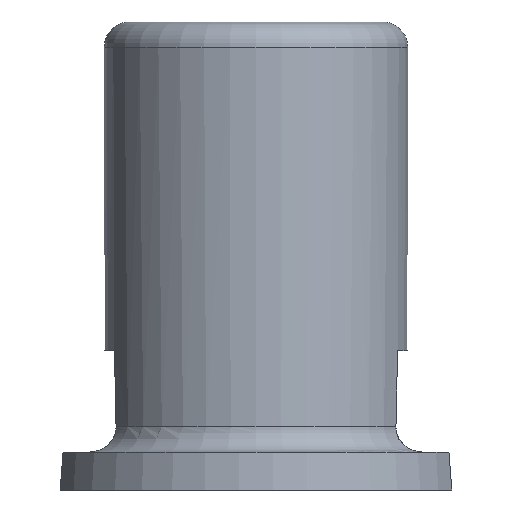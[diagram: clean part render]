
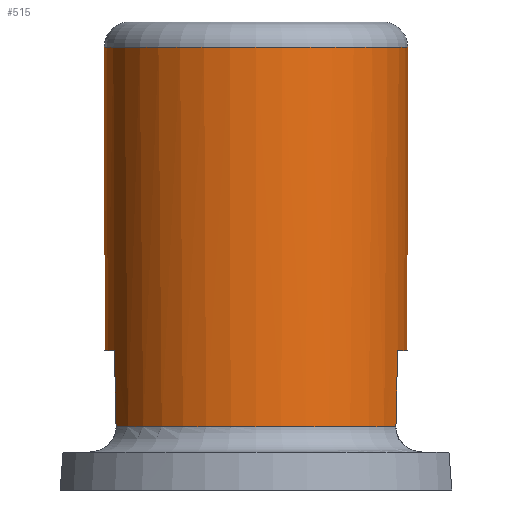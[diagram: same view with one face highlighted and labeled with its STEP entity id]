
A CAD part, left-side view. The second image highlights one B-rep face of the part: STEP entity #515.
In plain terms, the highlighted cylindrical face has radius 3 mm (diameter 6 mm), a full revolution.
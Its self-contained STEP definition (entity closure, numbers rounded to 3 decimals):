
#15=ELLIPSE('',#564,57.322,3.);
#16=ELLIPSE('',#566,57.322,3.);
#17=ELLIPSE('',#567,57.322,3.);
#18=ELLIPSE('',#569,57.322,3.);
#19=CYLINDRICAL_SURFACE('',#563,3.);
#39=CIRCLE('',#552,3.);
#40=CIRCLE('',#553,3.);
#41=CIRCLE('',#556,3.);
#44=CIRCLE('',#561,3.);
#45=CIRCLE('',#565,3.);
#46=CIRCLE('',#568,3.);
#65=FACE_OUTER_BOUND('',#95,.T.);
#95=EDGE_LOOP('',(#401,#402,#403,#404,#405,#406,#407,#408,#409,#410,#411,
#412));
#133=LINE('',#881,#178);
#178=VECTOR('',#679,3.);
#229=VERTEX_POINT('',#821);
#230=VERTEX_POINT('',#833);
#231=VERTEX_POINT('',#844);
#232=VERTEX_POINT('',#849);
#233=VERTEX_POINT('',#860);
#235=VERTEX_POINT('',#876);
#236=VERTEX_POINT('',#882);
#237=VERTEX_POINT('',#884);
#238=VERTEX_POINT('',#887);
#239=VERTEX_POINT('',#889);
#290=EDGE_CURVE('',#230,#231,#39,.T.);
#291=EDGE_CURVE('',#231,#229,#40,.T.);
#294=EDGE_CURVE('',#233,#232,#41,.T.);
#297=EDGE_CURVE('',#235,#235,#44,.T.);
#298=EDGE_CURVE('',#235,#231,#133,.T.);
#299=EDGE_CURVE('',#230,#236,#15,.T.);
#300=EDGE_CURVE('',#236,#237,#45,.T.);
#301=EDGE_CURVE('',#237,#232,#16,.T.);
#302=EDGE_CURVE('',#233,#238,#17,.T.);
#303=EDGE_CURVE('',#238,#239,#46,.T.);
#304=EDGE_CURVE('',#239,#229,#18,.T.);
#401=ORIENTED_EDGE('',*,*,#297,.F.);
#402=ORIENTED_EDGE('',*,*,#298,.T.);
#403=ORIENTED_EDGE('',*,*,#290,.F.);
#404=ORIENTED_EDGE('',*,*,#299,.T.);
#405=ORIENTED_EDGE('',*,*,#300,.T.);
#406=ORIENTED_EDGE('',*,*,#301,.T.);
#407=ORIENTED_EDGE('',*,*,#294,.F.);
#408=ORIENTED_EDGE('',*,*,#302,.T.);
#409=ORIENTED_EDGE('',*,*,#303,.T.);
#410=ORIENTED_EDGE('',*,*,#304,.T.);
#411=ORIENTED_EDGE('',*,*,#291,.F.);
#412=ORIENTED_EDGE('',*,*,#298,.F.);
#515=ADVANCED_FACE('',(#65),#19,.T.);
#552=AXIS2_PLACEMENT_3D('',#845,#655,#656);
#553=AXIS2_PLACEMENT_3D('',#846,#657,#658);
#556=AXIS2_PLACEMENT_3D('',#871,#663,#664);
#561=AXIS2_PLACEMENT_3D('',#878,#673,#674);
#563=AXIS2_PLACEMENT_3D('',#880,#677,#678);
#564=AXIS2_PLACEMENT_3D('',#883,#680,#681);
#565=AXIS2_PLACEMENT_3D('',#885,#682,#683);
#566=AXIS2_PLACEMENT_3D('',#886,#684,#685);
#567=AXIS2_PLACEMENT_3D('',#888,#686,#687);
#568=AXIS2_PLACEMENT_3D('',#890,#688,#689);
#569=AXIS2_PLACEMENT_3D('',#891,#690,#691);
#655=DIRECTION('center_axis',(0.,0.,-1.));
#656=DIRECTION('ref_axis',(-1.,0.,0.));
#657=DIRECTION('center_axis',(0.,0.,-1.));
#658=DIRECTION('ref_axis',(-1.,0.,0.));
#663=DIRECTION('center_axis',(0.,0.,-1.));
#664=DIRECTION('ref_axis',(1.,0.,0.));
#673=DIRECTION('center_axis',(0.,0.,1.));
#674=DIRECTION('ref_axis',(1.,0.,0.));
#677=DIRECTION('center_axis',(0.,0.,1.));
#678=DIRECTION('ref_axis',(1.,0.,0.));
#679=DIRECTION('',(0.,0.,-1.));
#680=DIRECTION('center_axis',(-0.999,0.,0.052));
#681=DIRECTION('ref_axis',(0.052,0.,0.999));
#682=DIRECTION('center_axis',(0.,0.,1.));
#683=DIRECTION('ref_axis',(1.,0.,0.));
#684=DIRECTION('center_axis',(0.999,0.,0.052));
#685=DIRECTION('ref_axis',(0.052,0.,-0.999));
#686=DIRECTION('center_axis',(0.999,0.,0.052));
#687=DIRECTION('ref_axis',(0.052,0.,-0.999));
#688=DIRECTION('center_axis',(0.,0.,1.));
#689=DIRECTION('ref_axis',(1.,0.,0.));
#690=DIRECTION('center_axis',(-0.999,0.,0.052));
#691=DIRECTION('ref_axis',(0.052,0.,0.999));
#821=CARTESIAN_POINT('',(-33.662,43.016,5.1));
#833=CARTESIAN_POINT('',(-33.662,37.484,5.1));
#844=CARTESIAN_POINT('',(-35.5,40.25,5.1));
#845=CARTESIAN_POINT('Origin',(-32.5,40.25,5.1));
#846=CARTESIAN_POINT('Origin',(-32.5,40.25,5.1));
#849=CARTESIAN_POINT('',(-31.338,37.484,5.1));
#860=CARTESIAN_POINT('',(-31.338,43.016,5.1));
#871=CARTESIAN_POINT('Origin',(-32.5,40.25,5.1));
#876=CARTESIAN_POINT('',(-35.5,40.25,12.6));
#878=CARTESIAN_POINT('Origin',(-32.5,40.25,12.6));
#880=CARTESIAN_POINT('Origin',(-32.5,40.25,4.6));
#881=CARTESIAN_POINT('',(-35.5,40.25,4.6));
#882=CARTESIAN_POINT('',(-33.583,37.452,6.6));
#883=CARTESIAN_POINT('Origin',(-32.5,40.25,27.273));
#884=CARTESIAN_POINT('',(-31.417,37.452,6.6));
#885=CARTESIAN_POINT('Origin',(-32.5,40.25,6.6));
#886=CARTESIAN_POINT('Origin',(-32.5,40.25,27.273));
#887=CARTESIAN_POINT('',(-31.417,43.048,6.6));
#888=CARTESIAN_POINT('Origin',(-32.5,40.25,27.273));
#889=CARTESIAN_POINT('',(-33.583,43.048,6.6));
#890=CARTESIAN_POINT('Origin',(-32.5,40.25,6.6));
#891=CARTESIAN_POINT('Origin',(-32.5,40.25,27.273));
